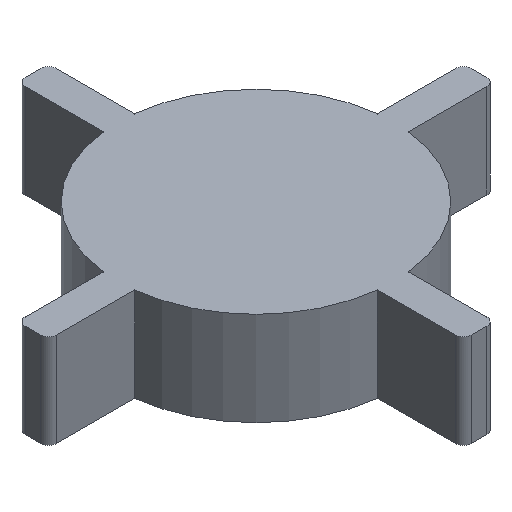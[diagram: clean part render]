
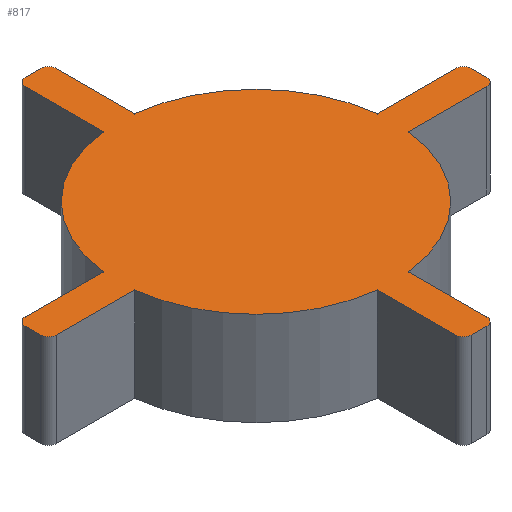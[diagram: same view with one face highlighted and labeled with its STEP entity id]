
A CAD part, isometric view. The second image highlights one B-rep face of the part: STEP entity #817.
In plain terms, the highlighted planar face has unit normal (0, 0, 1).
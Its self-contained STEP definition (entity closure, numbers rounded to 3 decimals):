
#24 = VERTEX_POINT('',#25);
#25 = CARTESIAN_POINT('',(-200.,1750.,1200.));
#31 = EDGE_CURVE('',#24,#32,#34,.T.);
#32 = VERTEX_POINT('',#33);
#33 = CARTESIAN_POINT('',(-1750.,200.,1200.));
#34 = CIRCLE('',#35,1761.391);
#35 = AXIS2_PLACEMENT_3D('',#36,#37,#38);
#36 = CARTESIAN_POINT('',(0.,0.,1200.)
  );
#37 = DIRECTION('',(0.,0.,1.));
#38 = DIRECTION('',(1.,0.,0.));
#66 = VERTEX_POINT('',#67);
#67 = CARTESIAN_POINT('',(-2750.,200.,1200.));
#73 = EDGE_CURVE('',#66,#32,#74,.T.);
#74 = LINE('',#75,#76);
#75 = CARTESIAN_POINT('',(-2750.,200.,1200.));
#76 = VECTOR('',#77,1.);
#77 = DIRECTION('',(1.,0.,0.));
#95 = EDGE_CURVE('',#66,#96,#98,.T.);
#96 = VERTEX_POINT('',#97);
#97 = CARTESIAN_POINT('',(-2850.,100.,1200.));
#98 = CIRCLE('',#99,100.);
#99 = AXIS2_PLACEMENT_3D('',#100,#101,#102);
#100 = CARTESIAN_POINT('',(-2750.,100.,1200.));
#101 = DIRECTION('',(0.,0.,1.));
#102 = DIRECTION('',(1.,0.,0.));
#130 = VERTEX_POINT('',#131);
#131 = CARTESIAN_POINT('',(-2850.,-100.,1200.));
#137 = EDGE_CURVE('',#130,#96,#138,.T.);
#138 = LINE('',#139,#140);
#139 = CARTESIAN_POINT('',(-2850.,-100.,1200.));
#140 = VECTOR('',#141,1.);
#141 = DIRECTION('',(0.,1.,0.));
#159 = EDGE_CURVE('',#130,#160,#162,.T.);
#160 = VERTEX_POINT('',#161);
#161 = CARTESIAN_POINT('',(-2750.,-200.,1200.));
#162 = CIRCLE('',#163,100.);
#163 = AXIS2_PLACEMENT_3D('',#164,#165,#166);
#164 = CARTESIAN_POINT('',(-2750.,-100.,1200.));
#165 = DIRECTION('',(0.,0.,1.));
#166 = DIRECTION('',(1.,0.,0.));
#194 = VERTEX_POINT('',#195);
#195 = CARTESIAN_POINT('',(-1750.,-200.,1200.));
#201 = EDGE_CURVE('',#194,#160,#202,.T.);
#202 = LINE('',#203,#204);
#203 = CARTESIAN_POINT('',(-1750.,-200.,1200.));
#204 = VECTOR('',#205,1.);
#205 = DIRECTION('',(-1.,0.,0.));
#223 = EDGE_CURVE('',#194,#224,#226,.T.);
#224 = VERTEX_POINT('',#225);
#225 = CARTESIAN_POINT('',(-200.,-1750.,1200.));
#226 = CIRCLE('',#227,1761.391);
#227 = AXIS2_PLACEMENT_3D('',#228,#229,#230);
#228 = CARTESIAN_POINT('',(0.,0.,1200.
    ));
#229 = DIRECTION('',(0.,0.,1.));
#230 = DIRECTION('',(1.,0.,0.));
#258 = VERTEX_POINT('',#259);
#259 = CARTESIAN_POINT('',(-200.,-2750.,1200.));
#265 = EDGE_CURVE('',#258,#224,#266,.T.);
#266 = LINE('',#267,#268);
#267 = CARTESIAN_POINT('',(-200.,-2750.,1200.));
#268 = VECTOR('',#269,1.);
#269 = DIRECTION('',(0.,1.,0.));
#287 = EDGE_CURVE('',#258,#288,#290,.T.);
#288 = VERTEX_POINT('',#289);
#289 = CARTESIAN_POINT('',(-100.,-2850.,1200.));
#290 = CIRCLE('',#291,100.);
#291 = AXIS2_PLACEMENT_3D('',#292,#293,#294);
#292 = CARTESIAN_POINT('',(-100.,-2750.,1200.));
#293 = DIRECTION('',(0.,0.,1.));
#294 = DIRECTION('',(1.,0.,0.));
#322 = VERTEX_POINT('',#323);
#323 = CARTESIAN_POINT('',(100.,-2850.,1200.));
#329 = EDGE_CURVE('',#322,#288,#330,.T.);
#330 = LINE('',#331,#332);
#331 = CARTESIAN_POINT('',(100.,-2850.,1200.));
#332 = VECTOR('',#333,1.);
#333 = DIRECTION('',(-1.,0.,0.));
#351 = EDGE_CURVE('',#322,#352,#354,.T.);
#352 = VERTEX_POINT('',#353);
#353 = CARTESIAN_POINT('',(200.,-2750.,1200.));
#354 = CIRCLE('',#355,100.);
#355 = AXIS2_PLACEMENT_3D('',#356,#357,#358);
#356 = CARTESIAN_POINT('',(100.,-2750.,1200.));
#357 = DIRECTION('',(0.,0.,1.));
#358 = DIRECTION('',(1.,0.,0.));
#386 = VERTEX_POINT('',#387);
#387 = CARTESIAN_POINT('',(200.,-1750.,1200.));
#393 = EDGE_CURVE('',#386,#352,#394,.T.);
#394 = LINE('',#395,#396);
#395 = CARTESIAN_POINT('',(200.,-1750.,1200.));
#396 = VECTOR('',#397,1.);
#397 = DIRECTION('',(0.,-1.,0.));
#415 = EDGE_CURVE('',#386,#416,#418,.T.);
#416 = VERTEX_POINT('',#417);
#417 = CARTESIAN_POINT('',(1750.,-200.,1200.));
#418 = CIRCLE('',#419,1761.391);
#419 = AXIS2_PLACEMENT_3D('',#420,#421,#422);
#420 = CARTESIAN_POINT('',(0.,0.,1200.
    ));
#421 = DIRECTION('',(0.,0.,1.));
#422 = DIRECTION('',(1.,0.,0.));
#450 = VERTEX_POINT('',#451);
#451 = CARTESIAN_POINT('',(2750.,-200.,1200.));
#457 = EDGE_CURVE('',#450,#416,#458,.T.);
#458 = LINE('',#459,#460);
#459 = CARTESIAN_POINT('',(2750.,-200.,1200.));
#460 = VECTOR('',#461,1.);
#461 = DIRECTION('',(-1.,0.,0.));
#479 = EDGE_CURVE('',#450,#480,#482,.T.);
#480 = VERTEX_POINT('',#481);
#481 = CARTESIAN_POINT('',(2850.,-100.,1200.));
#482 = CIRCLE('',#483,100.);
#483 = AXIS2_PLACEMENT_3D('',#484,#485,#486);
#484 = CARTESIAN_POINT('',(2750.,-100.,1200.));
#485 = DIRECTION('',(0.,0.,1.));
#486 = DIRECTION('',(1.,0.,0.));
#514 = VERTEX_POINT('',#515);
#515 = CARTESIAN_POINT('',(2850.,100.,1200.));
#521 = EDGE_CURVE('',#514,#480,#522,.T.);
#522 = LINE('',#523,#524);
#523 = CARTESIAN_POINT('',(2850.,100.,1200.));
#524 = VECTOR('',#525,1.);
#525 = DIRECTION('',(0.,-1.,0.));
#543 = EDGE_CURVE('',#514,#544,#546,.T.);
#544 = VERTEX_POINT('',#545);
#545 = CARTESIAN_POINT('',(2750.,200.,1200.));
#546 = CIRCLE('',#547,100.);
#547 = AXIS2_PLACEMENT_3D('',#548,#549,#550);
#548 = CARTESIAN_POINT('',(2750.,100.,1200.));
#549 = DIRECTION('',(0.,0.,1.));
#550 = DIRECTION('',(1.,0.,0.));
#578 = VERTEX_POINT('',#579);
#579 = CARTESIAN_POINT('',(1750.,200.,1200.));
#585 = EDGE_CURVE('',#578,#544,#586,.T.);
#586 = LINE('',#587,#588);
#587 = CARTESIAN_POINT('',(1750.,200.,1200.));
#588 = VECTOR('',#589,1.);
#589 = DIRECTION('',(1.,0.,0.));
#607 = EDGE_CURVE('',#578,#608,#610,.T.);
#608 = VERTEX_POINT('',#609);
#609 = CARTESIAN_POINT('',(200.,1750.,1200.));
#610 = CIRCLE('',#611,1761.391);
#611 = AXIS2_PLACEMENT_3D('',#612,#613,#614);
#612 = CARTESIAN_POINT('',(0.,0.,1200.
    ));
#613 = DIRECTION('',(0.,0.,1.));
#614 = DIRECTION('',(1.,0.,0.));
#642 = VERTEX_POINT('',#643);
#643 = CARTESIAN_POINT('',(200.,2750.,1200.));
#649 = EDGE_CURVE('',#642,#608,#650,.T.);
#650 = LINE('',#651,#652);
#651 = CARTESIAN_POINT('',(200.,2750.,1200.));
#652 = VECTOR('',#653,1.);
#653 = DIRECTION('',(0.,-1.,0.));
#671 = EDGE_CURVE('',#642,#672,#674,.T.);
#672 = VERTEX_POINT('',#673);
#673 = CARTESIAN_POINT('',(100.,2850.,1200.));
#674 = CIRCLE('',#675,100.);
#675 = AXIS2_PLACEMENT_3D('',#676,#677,#678);
#676 = CARTESIAN_POINT('',(100.,2750.,1200.));
#677 = DIRECTION('',(0.,0.,1.));
#678 = DIRECTION('',(1.,0.,0.));
#706 = VERTEX_POINT('',#707);
#707 = CARTESIAN_POINT('',(-100.,2850.,1200.));
#713 = EDGE_CURVE('',#706,#672,#714,.T.);
#714 = LINE('',#715,#716);
#715 = CARTESIAN_POINT('',(-100.,2850.,1200.));
#716 = VECTOR('',#717,1.);
#717 = DIRECTION('',(1.,0.,0.));
#735 = EDGE_CURVE('',#706,#736,#738,.T.);
#736 = VERTEX_POINT('',#737);
#737 = CARTESIAN_POINT('',(-200.,2750.,1200.));
#738 = CIRCLE('',#739,100.);
#739 = AXIS2_PLACEMENT_3D('',#740,#741,#742);
#740 = CARTESIAN_POINT('',(-100.,2750.,1200.));
#741 = DIRECTION('',(0.,0.,1.));
#742 = DIRECTION('',(1.,0.,0.));
#768 = EDGE_CURVE('',#24,#736,#769,.T.);
#769 = LINE('',#770,#771);
#770 = CARTESIAN_POINT('',(-200.,1750.,1200.));
#771 = VECTOR('',#772,1.);
#772 = DIRECTION('',(0.,1.,0.));
#817 = ADVANCED_FACE('',(#818),#844,.T.);
#818 = FACE_BOUND('',#819,.T.);
#819 = EDGE_LOOP('',(#820,#821,#822,#823,#824,#825,#826,#827,#828,#829,
    #830,#831,#832,#833,#834,#835,#836,#837,#838,#839,#840,#841,#842,
    #843));
#820 = ORIENTED_EDGE('',*,*,#31,.T.);
#821 = ORIENTED_EDGE('',*,*,#73,.F.);
#822 = ORIENTED_EDGE('',*,*,#95,.T.);
#823 = ORIENTED_EDGE('',*,*,#137,.F.);
#824 = ORIENTED_EDGE('',*,*,#159,.T.);
#825 = ORIENTED_EDGE('',*,*,#201,.F.);
#826 = ORIENTED_EDGE('',*,*,#223,.T.);
#827 = ORIENTED_EDGE('',*,*,#265,.F.);
#828 = ORIENTED_EDGE('',*,*,#287,.T.);
#829 = ORIENTED_EDGE('',*,*,#329,.F.);
#830 = ORIENTED_EDGE('',*,*,#351,.T.);
#831 = ORIENTED_EDGE('',*,*,#393,.F.);
#832 = ORIENTED_EDGE('',*,*,#415,.T.);
#833 = ORIENTED_EDGE('',*,*,#457,.F.);
#834 = ORIENTED_EDGE('',*,*,#479,.T.);
#835 = ORIENTED_EDGE('',*,*,#521,.F.);
#836 = ORIENTED_EDGE('',*,*,#543,.T.);
#837 = ORIENTED_EDGE('',*,*,#585,.F.);
#838 = ORIENTED_EDGE('',*,*,#607,.T.);
#839 = ORIENTED_EDGE('',*,*,#649,.F.);
#840 = ORIENTED_EDGE('',*,*,#671,.T.);
#841 = ORIENTED_EDGE('',*,*,#713,.F.);
#842 = ORIENTED_EDGE('',*,*,#735,.T.);
#843 = ORIENTED_EDGE('',*,*,#768,.F.);
#844 = PLANE('',#845);
#845 = AXIS2_PLACEMENT_3D('',#846,#847,#848);
#846 = CARTESIAN_POINT('',(0.,0.,
    1200.));
#847 = DIRECTION('',(0.,0.,1.));
#848 = DIRECTION('',(1.,0.,0.));
